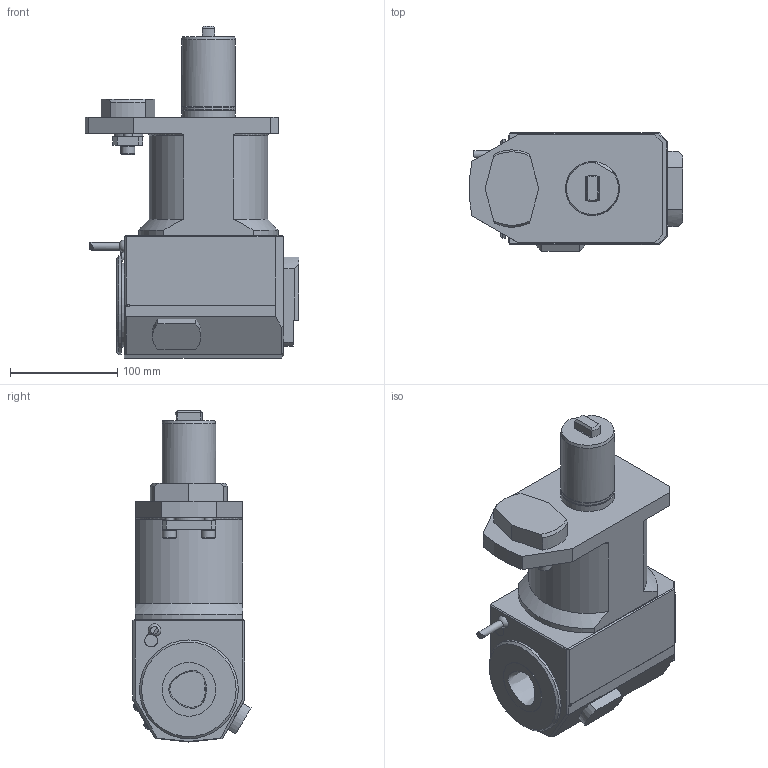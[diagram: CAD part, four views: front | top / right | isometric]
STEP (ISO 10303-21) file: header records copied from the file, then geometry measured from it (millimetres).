
FILE_DESCRIPTION(/* description */ (''),/* implementation_level */ '2;1');
FILE_NAME(/* name */ '1617624309816.stp',/* time_stamp */ '2021-04-05T14:05:17+02:00',/* author */ (''),/* organization */ ('SMS'),/* preprocessor_version */ 'ST-DEVELOPER v16.7',/* originating_system */ 'SIEMENS PLM Software NX 12.0',/* authorisation */ '');
FILE_SCHEMA (('AUTOMOTIVE_DESIGN { 1 0 10303 214 3 1 1 1 }'));
Length unit declared in the file: millimetre
Products named in the file (1): 203459703mod000_00
Bounding box: 198.68 x 109.84 x 309 mm (x, y, z)
Volume: 3064282.2 mm3; surface area: 168381 mm2
Topology: 1 solids, 1 shells, 219 faces, 561 edges, 372 vertices
Faces by surface type: plane 141, cylinder 52, cone 16, sphere 5, torus 4, bspline 1
Full cylindrical faces by diameter (mm): 3 x1, 4 x4, 7 x1, 7.6 x4, 8 x2, 13 x4, 27.5 x1, 28 x1, 49.5 x1, 50 x3, 78 x1, 92 x1
Entity records: 6655 total; most frequent: CARTESIAN_POINT 1451, DIRECTION 1091, ORIENTED_EDGE 996, EDGE_CURVE 498, AXIS2_PLACEMENT_3D 411, VERTEX_POINT 347, EDGE_LOOP 299, LINE 269
